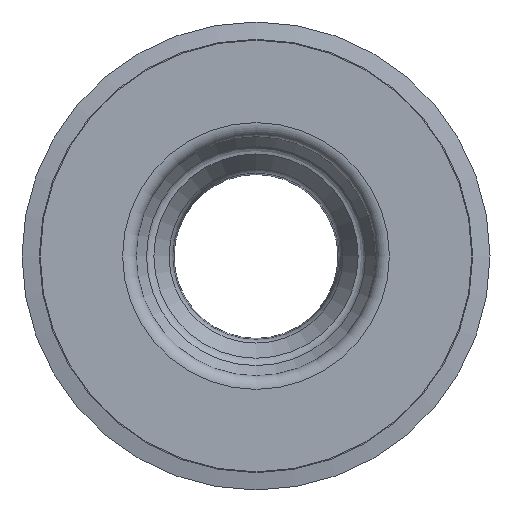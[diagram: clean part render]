
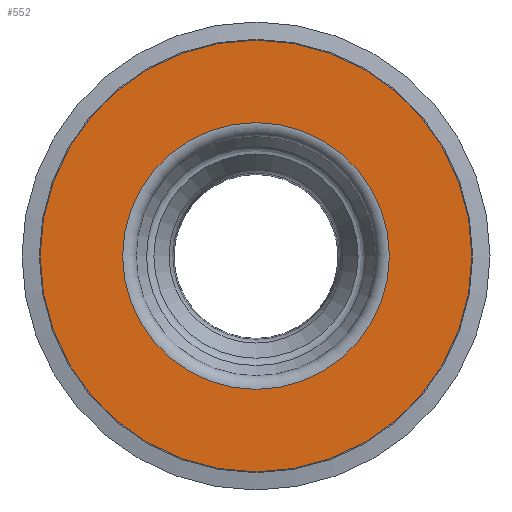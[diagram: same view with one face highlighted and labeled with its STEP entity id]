
A CAD part, top view. The second image highlights one B-rep face of the part: STEP entity #552.
In plain terms, the highlighted planar face has unit normal (0, 0, 1).
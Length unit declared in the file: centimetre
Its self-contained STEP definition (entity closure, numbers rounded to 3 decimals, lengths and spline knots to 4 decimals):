
#26=FACE_BOUND('',#104,.T.);
#28=PLANE('',#680);
#68=FACE_OUTER_BOUND('',#103,.T.);
#103=EDGE_LOOP('',(#451));
#104=EDGE_LOOP('',(#452));
#148=CIRCLE('',#653,126.8284);
#163=CIRCLE('',#678,78.366);
#215=VERTEX_POINT('',#1033);
#226=VERTEX_POINT('',#1074);
#284=EDGE_CURVE('',#215,#215,#148,.T.);
#303=EDGE_CURVE('',#226,#226,#163,.T.);
#451=ORIENTED_EDGE('',*,*,#284,.F.);
#452=ORIENTED_EDGE('',*,*,#303,.T.);
#552=ADVANCED_FACE('',(#68,#26),#28,.T.);
#653=AXIS2_PLACEMENT_3D('',#1035,#813,#814);
#678=AXIS2_PLACEMENT_3D('',#1075,#867,#868);
#680=AXIS2_PLACEMENT_3D('',#1077,#871,#872);
#813=DIRECTION('center_axis',(0.,0.,-1.));
#814=DIRECTION('ref_axis',(1.,0.,0.));
#867=DIRECTION('center_axis',(0.,0.,-1.));
#868=DIRECTION('ref_axis',(1.,0.,0.));
#871=DIRECTION('center_axis',(0.,0.,1.));
#872=DIRECTION('ref_axis',(0.,-1.,0.));
#1033=CARTESIAN_POINT('',(0.,-126.8284,157.));
#1035=CARTESIAN_POINT('Origin',(0.,0.,157.));
#1074=CARTESIAN_POINT('',(0.,-78.366,157.));
#1075=CARTESIAN_POINT('Origin',(0.,0.,157.));
#1077=CARTESIAN_POINT('Origin',(126.8284,0.,
157.));
